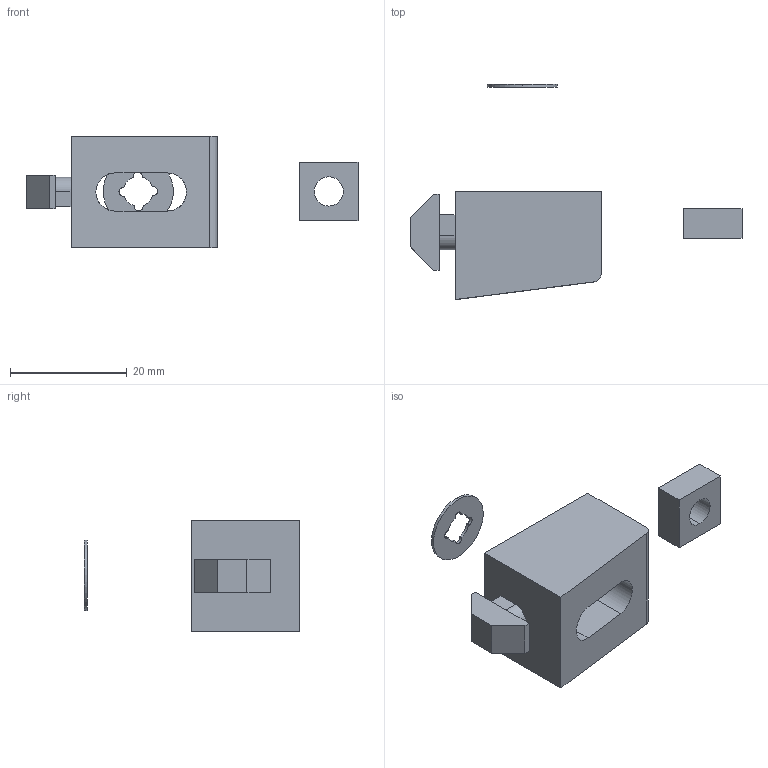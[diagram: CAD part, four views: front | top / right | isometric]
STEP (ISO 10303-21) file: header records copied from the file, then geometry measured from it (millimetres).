
FILE_DESCRIPTION (( 'STEP AP214' ), '1' );
FILE_NAME ('094100csm6.STEP', '2014-08-27T12:38:53', ( '' ), ( '' ), 'SwSTEP 2.0', 'SolidWorks 2014', '' );
FILE_SCHEMA (( 'AUTOMOTIVE_DESIGN' ));
Length unit declared in the file: millimetre
Products named in the file (1): 094100csm6
Bounding box: 56.77 x 36.8 x 19 mm (x, y, z)
Volume: 6497.8 mm3; surface area: 4153.6 mm2
Topology: 3 solids, 3 shells, 75 faces, 195 edges, 130 vertices
Faces by surface type: plane 48, cylinder 27
Entity records: 3198 total; most frequent: CARTESIAN_POINT 407, DIRECTION 401, ORIENTED_EDGE 390, EDGE_CURVE 195, LINE 137, VECTOR 137, AXIS2_PLACEMENT_3D 132, VERTEX_POINT 130
